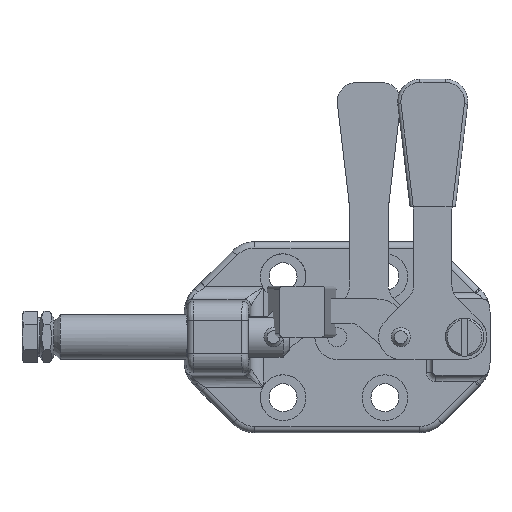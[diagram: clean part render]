
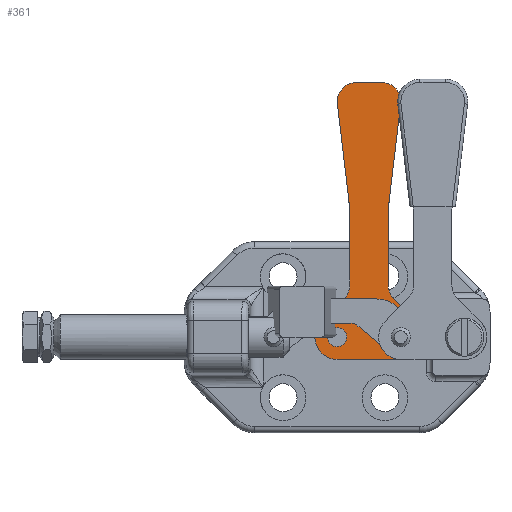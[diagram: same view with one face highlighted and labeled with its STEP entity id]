
A CAD part, top view. The second image highlights one B-rep face of the part: STEP entity #361.
In plain terms, the highlighted planar face has unit normal (0, 0, 1).
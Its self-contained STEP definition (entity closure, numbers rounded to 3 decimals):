
#361 = ADVANCED_FACE( '', ( #984, #985, #986 ), #987, .T. );
#984 = FACE_BOUND( '', #2014, .T. );
#985 = FACE_BOUND( '', #2015, .T. );
#986 = FACE_OUTER_BOUND( '', #2016, .T. );
#987 = PLANE( '', #2017 );
#2014 = EDGE_LOOP( '', ( #3584 ) );
#2015 = EDGE_LOOP( '', ( #3585 ) );
#2016 = EDGE_LOOP( '', ( #3586, #3587, #3588, #3589, #3590, #3591, #3592, #3593, #3594, #3595, #3596, #3597, #3598, #3599, #3600, #3601 ) );
#2017 = AXIS2_PLACEMENT_3D( '', #3602, #3603, #3604 );
#3584 = ORIENTED_EDGE( '', *, *, #5726, .F. );
#3585 = ORIENTED_EDGE( '', *, *, #5727, .F. );
#3586 = ORIENTED_EDGE( '', *, *, #5728, .T. );
#3587 = ORIENTED_EDGE( '', *, *, #5729, .T. );
#3588 = ORIENTED_EDGE( '', *, *, #5730, .T. );
#3589 = ORIENTED_EDGE( '', *, *, #5731, .T. );
#3590 = ORIENTED_EDGE( '', *, *, #5732, .T. );
#3591 = ORIENTED_EDGE( '', *, *, #5733, .T. );
#3592 = ORIENTED_EDGE( '', *, *, #5734, .T. );
#3593 = ORIENTED_EDGE( '', *, *, #5735, .T. );
#3594 = ORIENTED_EDGE( '', *, *, #5736, .T. );
#3595 = ORIENTED_EDGE( '', *, *, #5737, .T. );
#3596 = ORIENTED_EDGE( '', *, *, #5738, .T. );
#3597 = ORIENTED_EDGE( '', *, *, #5739, .T. );
#3598 = ORIENTED_EDGE( '', *, *, #5740, .T. );
#3599 = ORIENTED_EDGE( '', *, *, #5724, .T. );
#3600 = ORIENTED_EDGE( '', *, *, #5741, .T. );
#3601 = ORIENTED_EDGE( '', *, *, #5742, .T. );
#3602 = CARTESIAN_POINT( '', ( 7., 37., 7. ) );
#3603 = DIRECTION( '', ( 0., 0., 1. ) );
#3604 = DIRECTION( '', ( 1., 0., 0. ) );
#5724 = EDGE_CURVE( '', #6546, #6551, #6553, .T. );
#5726 = EDGE_CURVE( '', #6555, #6555, #6556, .T. );
#5727 = EDGE_CURVE( '', #6557, #6557, #6558, .T. );
#5728 = EDGE_CURVE( '', #6559, #6560, #6561, .T. );
#5729 = EDGE_CURVE( '', #6560, #6562, #6563, .T. );
#5730 = EDGE_CURVE( '', #6562, #6564, #6565, .T. );
#5731 = EDGE_CURVE( '', #6564, #6566, #6567, .F. );
#5732 = EDGE_CURVE( '', #6566, #6568, #6569, .T. );
#5733 = EDGE_CURVE( '', #6568, #6570, #6571, .T. );
#5734 = EDGE_CURVE( '', #6570, #6572, #6573, .T. );
#5735 = EDGE_CURVE( '', #6572, #6574, #6575, .T. );
#5736 = EDGE_CURVE( '', #6574, #6576, #6577, .T. );
#5737 = EDGE_CURVE( '', #6576, #6578, #6579, .F. );
#5738 = EDGE_CURVE( '', #6578, #6580, #6581, .T. );
#5739 = EDGE_CURVE( '', #6580, #6582, #6583, .T. );
#5740 = EDGE_CURVE( '', #6582, #6546, #6584, .T. );
#5741 = EDGE_CURVE( '', #6551, #6585, #6586, .T. );
#5742 = EDGE_CURVE( '', #6585, #6559, #6587, .T. );
#6546 = VERTEX_POINT( '', #7751 );
#6551 = VERTEX_POINT( '', #7757 );
#6553 = CIRCLE( '', #7760, 3.5 );
#6555 = VERTEX_POINT( '', #7762 );
#6556 = CIRCLE( '', #7763, 2. );
#6557 = VERTEX_POINT( '', #7764 );
#6558 = CIRCLE( '', #7765, 1.5 );
#6559 = VERTEX_POINT( '', #7766 );
#6560 = VERTEX_POINT( '', #7767 );
#6561 = LINE( '', #7768, #7769 );
#6562 = VERTEX_POINT( '', #7770 );
#6563 = CIRCLE( '', #7771, 3. );
#6564 = VERTEX_POINT( '', #7772 );
#6565 = LINE( '', #7773, #7774 );
#6566 = VERTEX_POINT( '', #7775 );
#6567 = CIRCLE( '', #7776, 5. );
#6568 = VERTEX_POINT( '', #7777 );
#6569 = LINE( '', #7778, #7779 );
#6570 = VERTEX_POINT( '', #7780 );
#6571 = CIRCLE( '', #7781, 3. );
#6572 = VERTEX_POINT( '', #7782 );
#6573 = LINE( '', #7783, #7784 );
#6574 = VERTEX_POINT( '', #7785 );
#6575 = CIRCLE( '', #7786, 3. );
#6576 = VERTEX_POINT( '', #7787 );
#6577 = LINE( '', #7788, #7789 );
#6578 = VERTEX_POINT( '', #7790 );
#6579 = CIRCLE( '', #7791, 5. );
#6580 = VERTEX_POINT( '', #7792 );
#6581 = LINE( '', #7793, #7794 );
#6582 = VERTEX_POINT( '', #7795 );
#6583 = CIRCLE( '', #7796, 3. );
#6584 = LINE( '', #7797, #7798 );
#6585 = VERTEX_POINT( '', #7799 );
#6586 = LINE( '', #7800, #7801 );
#6587 = CIRCLE( '', #7802, 3.5 );
#7751 = CARTESIAN_POINT( '', ( -2.432, 2.517, 7. ) );
#7757 = CARTESIAN_POINT( '', ( 0., -3.5, 7. ) );
#7760 = AXIS2_PLACEMENT_3D( '', #9926, #9927, #9928 );
#7762 = CARTESIAN_POINT( '', ( 12., 0., 7. ) );
#7763 = AXIS2_PLACEMENT_3D( '', #9929, #9930, #9931 );
#7764 = CARTESIAN_POINT( '', ( 1.5, 0., 7. ) );
#7765 = AXIS2_PLACEMENT_3D( '', #9932, #9933, #9934 );
#7766 = CARTESIAN_POINT( '', ( 12.475, 2.475, 7. ) );
#7767 = CARTESIAN_POINT( '', ( 8.879, 6.071, 7. ) );
#7768 = CARTESIAN_POINT( '', ( 12.475, 2.475, 7. ) );
#7769 = VECTOR( '', #9935, 1000. );
#7770 = CARTESIAN_POINT( '', ( 8., 8.192, 7. ) );
#7771 = AXIS2_PLACEMENT_3D( '', #9936, #9937, #9938 );
#7772 = CARTESIAN_POINT( '', ( 8., 19.708, 7. ) );
#7773 = CARTESIAN_POINT( '', ( 8., 6.949, 7. ) );
#7774 = VECTOR( '', #9939, 1000. );
#7775 = CARTESIAN_POINT( '', ( 8.035, 20.298, 7. ) );
#7776 = AXIS2_PLACEMENT_3D( '', #9940, #9941, #9942 );
#7777 = CARTESIAN_POINT( '', ( 9.979, 36.646, 7. ) );
#7778 = CARTESIAN_POINT( '', ( 8., 20.004, 7. ) );
#7779 = VECTOR( '', #9943, 1000. );
#7780 = CARTESIAN_POINT( '', ( 7., 40., 7. ) );
#7781 = AXIS2_PLACEMENT_3D( '', #9944, #9945, #9946 );
#7782 = CARTESIAN_POINT( '', ( 3., 40., 7. ) );
#7783 = CARTESIAN_POINT( '', ( 5., 40., 7. ) );
#7784 = VECTOR( '', #9947, 1000. );
#7785 = CARTESIAN_POINT( '', ( 0.021, 36.646, 7. ) );
#7786 = AXIS2_PLACEMENT_3D( '', #9948, #9949, #9950 );
#7787 = CARTESIAN_POINT( '', ( 1.965, 20.298, 7. ) );
#7788 = CARTESIAN_POINT( '', ( 2., 20.004, 7. ) );
#7789 = VECTOR( '', #9951, 1000. );
#7790 = CARTESIAN_POINT( '', ( 2., 19.708, 7. ) );
#7791 = AXIS2_PLACEMENT_3D( '', #9952, #9953, #9954 );
#7792 = CARTESIAN_POINT( '', ( 2., 8.192, 7. ) );
#7793 = CARTESIAN_POINT( '', ( 2., 6.949, 7. ) );
#7794 = VECTOR( '', #9955, 1000. );
#7795 = CARTESIAN_POINT( '', ( 1.121, 6.07, 7. ) );
#7796 = AXIS2_PLACEMENT_3D( '', #9956, #9957, #9958 );
#7797 = CARTESIAN_POINT( '', ( -2.432, 2.517, 7. ) );
#7798 = VECTOR( '', #9959, 1000. );
#7799 = CARTESIAN_POINT( '', ( 10., -3.5, 7. ) );
#7800 = CARTESIAN_POINT( '', ( 0., -3.5, 7. ) );
#7801 = VECTOR( '', #9960, 1000. );
#7802 = AXIS2_PLACEMENT_3D( '', #9961, #9962, #9963 );
#9926 = CARTESIAN_POINT( '', ( 0., 0., 7. ) );
#9927 = DIRECTION( '', ( 0., 0., 1. ) );
#9928 = DIRECTION( '', ( 1., 0., 0. ) );
#9929 = CARTESIAN_POINT( '', ( 10., 0., 7. ) );
#9930 = DIRECTION( '', ( 0., 0., 1. ) );
#9931 = DIRECTION( '', ( 1., 0., 0. ) );
#9932 = CARTESIAN_POINT( '', ( 0., 0., 7. ) );
#9933 = DIRECTION( '', ( 0., 0., 1. ) );
#9934 = DIRECTION( '', ( 1., 0., 0. ) );
#9935 = DIRECTION( '', ( -0.707, 0.707, 0. ) );
#9936 = CARTESIAN_POINT( '', ( 11., 8.192, 7. ) );
#9937 = DIRECTION( '', ( 0., 0., -1. ) );
#9938 = DIRECTION( '', ( 1., 0., 0. ) );
#9939 = DIRECTION( '', ( 0., 1., 0. ) );
#9940 = CARTESIAN_POINT( '', ( 13., 19.708, 7. ) );
#9941 = DIRECTION( '', ( 0., 0., 1. ) );
#9942 = DIRECTION( '', ( 1., 0., 0. ) );
#9943 = DIRECTION( '', ( 0.118, 0.993, 0. ) );
#9944 = CARTESIAN_POINT( '', ( 7., 37., 7. ) );
#9945 = DIRECTION( '', ( 0., 0., 1. ) );
#9946 = DIRECTION( '', ( -1., 0., 0. ) );
#9947 = DIRECTION( '', ( -1., 0., 0. ) );
#9948 = CARTESIAN_POINT( '', ( 3., 37., 7. ) );
#9949 = DIRECTION( '', ( 0., 0., 1. ) );
#9950 = DIRECTION( '', ( 1., 0., 0. ) );
#9951 = DIRECTION( '', ( 0.118, -0.993, 0. ) );
#9952 = CARTESIAN_POINT( '', ( -3., 19.708, 7. ) );
#9953 = DIRECTION( '', ( 0., 0., 1. ) );
#9954 = DIRECTION( '', ( 1., 0., 0. ) );
#9955 = DIRECTION( '', ( 0., -1., 0. ) );
#9956 = CARTESIAN_POINT( '', ( -1., 8.192, 7. ) );
#9957 = DIRECTION( '', ( 0., 0., -1. ) );
#9958 = DIRECTION( '', ( 1., 0., 0. ) );
#9959 = DIRECTION( '', ( -0.707, -0.707, 0. ) );
#9960 = DIRECTION( '', ( 1., 0., 0. ) );
#9961 = CARTESIAN_POINT( '', ( 10., 0., 7. ) );
#9962 = DIRECTION( '', ( 0., 0., 1. ) );
#9963 = DIRECTION( '', ( -1., 0., 0. ) );
